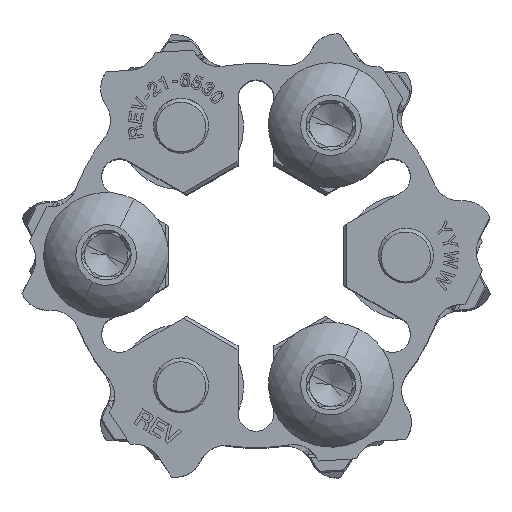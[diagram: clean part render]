
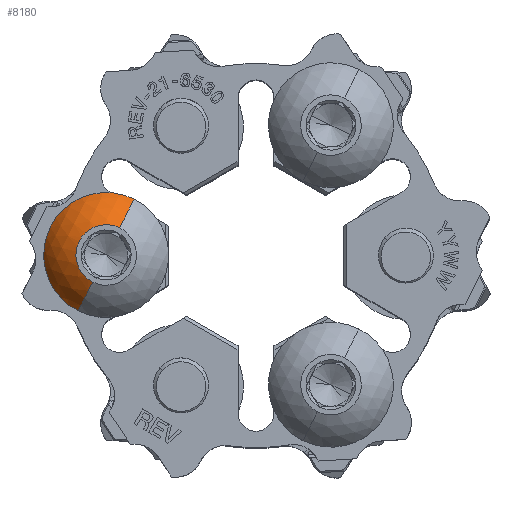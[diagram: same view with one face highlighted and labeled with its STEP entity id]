
A CAD part, top view. The second image highlights one B-rep face of the part: STEP entity #8180.
In plain terms, the highlighted spherical face has radius 5.246 mm.
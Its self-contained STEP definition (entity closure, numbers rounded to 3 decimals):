
#55 = CARTESIAN_POINT ( 'NONE',  ( -4.585, 0., 3.843 ) ) ;
#192 = CIRCLE ( 'NONE', #12088, 4.585 ) ;
#645 = AXIS2_PLACEMENT_3D ( 'NONE', #17725, #12142, #13432 ) ;
#830 = CARTESIAN_POINT ( 'NONE',  ( 0., -2.223, 6.045 ) ) ;
#1300 = CIRCLE ( 'NONE', #12247, 4.585 ) ;
#1538 = EDGE_LOOP ( 'NONE', ( #3685, #13375, #18197, #13874, #1557 ) ) ;
#1557 = ORIENTED_EDGE ( 'NONE', *, *, #5126, .T. ) ;
#1583 = AXIS2_PLACEMENT_3D ( 'NONE', #13772, #9358, #6510 ) ;
#2845 = DIRECTION ( 'NONE',  ( 0., 0., 1. ) ) ;
#3685 = ORIENTED_EDGE ( 'NONE', *, *, #15194, .T. ) ;
#3801 = FACE_OUTER_BOUND ( 'NONE', #1538, .T. ) ;
#3895 = DIRECTION ( 'NONE',  ( -1., 0., 0. ) ) ;
#4062 = VERTEX_POINT ( 'NONE', #17452 ) ;
#5126 = EDGE_CURVE ( 'NONE', #4062, #10388, #192, .T. ) ;
#5176 = VERTEX_POINT ( 'NONE', #830 ) ;
#6510 = DIRECTION ( 'NONE',  ( 0., 1., 0. ) ) ;
#6943 = CARTESIAN_POINT ( 'NONE',  ( 0., 0., 1.294 ) ) ;
#7182 = AXIS2_PLACEMENT_3D ( 'NONE', #7265, #2845, #13249 ) ;
#7265 = CARTESIAN_POINT ( 'NONE',  ( 0., 0., 6.045 ) ) ;
#8180 = ADVANCED_FACE ( 'NONE', ( #3801 ), #9793, .T. ) ;
#8251 = EDGE_CURVE ( 'NONE', #4062, #12758, #10345, .T. ) ;
#9001 = DIRECTION ( 'NONE',  ( 0., 0., 1. ) ) ;
#9358 = DIRECTION ( 'NONE',  ( 1., 0., 0. ) ) ;
#9793 = SPHERICAL_SURFACE ( 'NONE', #17226, 5.246 ) ;
#10345 = CIRCLE ( 'NONE', #1583, 5.246 ) ;
#10388 = VERTEX_POINT ( 'NONE', #55 ) ;
#11847 = EDGE_CURVE ( 'NONE', #12758, #5176, #17812, .T. ) ;
#12088 = AXIS2_PLACEMENT_3D ( 'NONE', #14865, #9001, #13028 ) ;
#12142 = DIRECTION ( 'NONE',  ( -1., 0., 0. ) ) ;
#12185 = DIRECTION ( 'NONE',  ( 0., 0., 1. ) ) ;
#12247 = AXIS2_PLACEMENT_3D ( 'NONE', #17765, #12185, #18147 ) ;
#12758 = VERTEX_POINT ( 'NONE', #17352 ) ;
#13028 = DIRECTION ( 'NONE',  ( 1., 0., 0. ) ) ;
#13249 = DIRECTION ( 'NONE',  ( 1., 0., 0. ) ) ;
#13375 = ORIENTED_EDGE ( 'NONE', *, *, #16971, .T. ) ;
#13432 = DIRECTION ( 'NONE',  ( 0., -1., 0. ) ) ;
#13772 = CARTESIAN_POINT ( 'NONE',  ( 0., 0., 1.294 ) ) ;
#13874 = ORIENTED_EDGE ( 'NONE', *, *, #8251, .F. ) ;
#14383 = DIRECTION ( 'NONE',  ( 0., 1., 0. ) ) ;
#14865 = CARTESIAN_POINT ( 'NONE',  ( 0., 0., 3.843 ) ) ;
#15194 = EDGE_CURVE ( 'NONE', #10388, #19239, #1300, .T. ) ;
#16971 = EDGE_CURVE ( 'NONE', #19239, #5176, #17849, .T. ) ;
#17226 = AXIS2_PLACEMENT_3D ( 'NONE', #6943, #3895, #14383 ) ;
#17352 = CARTESIAN_POINT ( 'NONE',  ( 0., 2.223, 6.045 ) ) ;
#17452 = CARTESIAN_POINT ( 'NONE',  ( 0., 4.585, 3.843 ) ) ;
#17457 = CARTESIAN_POINT ( 'NONE',  ( 0., -4.585, 3.843 ) ) ;
#17725 = CARTESIAN_POINT ( 'NONE',  ( 0., 0., 1.294 ) ) ;
#17765 = CARTESIAN_POINT ( 'NONE',  ( 0., 0., 3.843 ) ) ;
#17812 = CIRCLE ( 'NONE', #7182, 2.223 ) ;
#17849 = CIRCLE ( 'NONE', #645, 5.246 ) ;
#18147 = DIRECTION ( 'NONE',  ( 1., 0., 0. ) ) ;
#18197 = ORIENTED_EDGE ( 'NONE', *, *, #11847, .F. ) ;
#19239 = VERTEX_POINT ( 'NONE', #17457 ) ;
